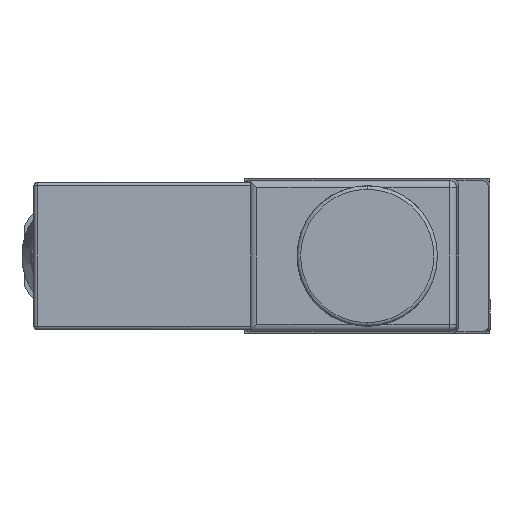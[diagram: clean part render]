
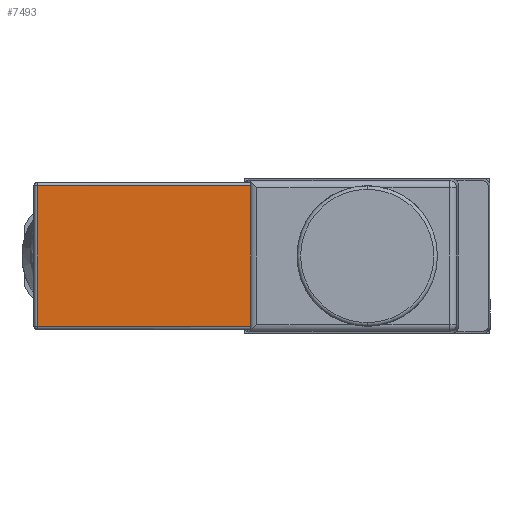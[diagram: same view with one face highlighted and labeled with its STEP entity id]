
A CAD part, left-side view. The second image highlights one B-rep face of the part: STEP entity #7493.
In plain terms, the highlighted planar face has unit normal (-1, 0, 0).
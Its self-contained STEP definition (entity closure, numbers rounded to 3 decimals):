
#74 = LINE ( 'NONE', #5016, #6125 ) ;
#1135 = CARTESIAN_POINT ( 'NONE',  ( -74.7, 16.613, 10. ) ) ;
#1138 = ORIENTED_EDGE ( 'NONE', *, *, #1251, .F. ) ;
#1251 = EDGE_CURVE ( 'NONE', #6020, #7232, #74, .T. ) ;
#1323 = ORIENTED_EDGE ( 'NONE', *, *, #1491, .F. ) ;
#1491 = EDGE_CURVE ( 'NONE', #7232, #2631, #7559, .T. ) ;
#1793 = LINE ( 'NONE', #1135, #3010 ) ;
#1907 = CARTESIAN_POINT ( 'NONE',  ( -74.7, 47., -10. ) ) ;
#2472 = AXIS2_PLACEMENT_3D ( 'NONE', #7426, #6861, #3393 ) ;
#2631 = VERTEX_POINT ( 'NONE', #6019 ) ;
#2801 = DIRECTION ( 'NONE',  ( 0., -1., 0. ) ) ;
#2951 = CARTESIAN_POINT ( 'NONE',  ( -74.7, -500000., 10. ) ) ;
#3010 = VECTOR ( 'NONE', #5816, 1000. ) ;
#3025 = CARTESIAN_POINT ( 'NONE',  ( -74.7, 47., 10. ) ) ;
#3297 = DIRECTION ( 'NONE',  ( 0., 1., 0. ) ) ;
#3393 = DIRECTION ( 'NONE',  ( 0., 0., -1. ) ) ;
#4364 = EDGE_CURVE ( 'NONE', #2631, #6994, #1793, .T. ) ;
#4924 = DIRECTION ( 'NONE',  ( 0., 0., 1. ) ) ;
#5016 = CARTESIAN_POINT ( 'NONE',  ( -74.7, 47., 10.5 ) ) ;
#5136 = PLANE ( 'NONE',  #2472 ) ;
#5146 = FACE_OUTER_BOUND ( 'NONE', #6432, .T. ) ;
#5501 = LINE ( 'NONE', #7353, #5869 ) ;
#5652 = CARTESIAN_POINT ( 'NONE',  ( -74.7, 16.613, -10. ) ) ;
#5816 = DIRECTION ( 'NONE',  ( 0., 0., -1. ) ) ;
#5869 = VECTOR ( 'NONE', #3297, 1000. ) ;
#6019 = CARTESIAN_POINT ( 'NONE',  ( -74.7, 16.613, 10. ) ) ;
#6020 = VERTEX_POINT ( 'NONE', #1907 ) ;
#6033 = VECTOR ( 'NONE', #2801, 1000. ) ;
#6125 = VECTOR ( 'NONE', #4924, 1000. ) ;
#6142 = ORIENTED_EDGE ( 'NONE', *, *, #4364, .F. ) ;
#6206 = EDGE_CURVE ( 'NONE', #6994, #6020, #5501, .T. ) ;
#6432 = EDGE_LOOP ( 'NONE', ( #1323, #1138, #6501, #6142 ) ) ;
#6501 = ORIENTED_EDGE ( 'NONE', *, *, #6206, .F. ) ;
#6861 = DIRECTION ( 'NONE',  ( -1., 0., 0. ) ) ;
#6994 = VERTEX_POINT ( 'NONE', #5652 ) ;
#7232 = VERTEX_POINT ( 'NONE', #3025 ) ;
#7353 = CARTESIAN_POINT ( 'NONE',  ( -74.7, -500000., -10. ) ) ;
#7426 = CARTESIAN_POINT ( 'NONE',  ( -74.7, -500000., 10.5 ) ) ;
#7493 = ADVANCED_FACE ( 'NONE', ( #5146 ), #5136, .T. ) ;
#7559 = LINE ( 'NONE', #2951, #6033 ) ;
